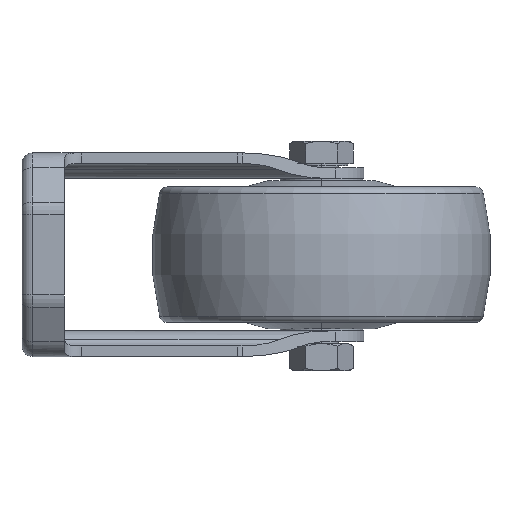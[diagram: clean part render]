
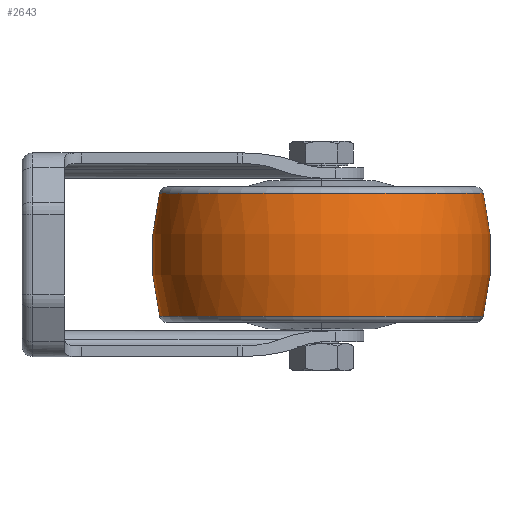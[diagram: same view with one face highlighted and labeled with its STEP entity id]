
A CAD part, left-side view. The second image highlights one B-rep face of the part: STEP entity #2643.
In plain terms, the highlighted toroidal (fillet/blend) face has major radius 20 mm and minor radius 60 mm.
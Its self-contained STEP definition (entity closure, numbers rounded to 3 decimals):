
#5 = VERTEX_POINT ( 'NONE', #5810 ) ;
#509 = TOROIDAL_SURFACE ( 'NONE', #3672, -20., 60. ) ;
#798 = ORIENTED_EDGE ( 'NONE', *, *, #5333, .F. ) ;
#994 = VERTEX_POINT ( 'NONE', #4454 ) ;
#1156 = ORIENTED_EDGE ( 'NONE', *, *, #5497, .F. ) ;
#1234 = DIRECTION ( 'NONE',  ( 0., 1., 0. ) ) ;
#1377 = CIRCLE ( 'NONE', #2889, 38.226 ) ;
#1382 = DIRECTION ( 'NONE',  ( 0., 0., -1. ) ) ;
#1567 = EDGE_CURVE ( 'NONE', #5, #994, #6223, .T. ) ;
#1608 = VERTEX_POINT ( 'NONE', #5305 ) ;
#1845 = AXIS2_PLACEMENT_3D ( 'NONE', #4709, #6995, #4068 ) ;
#2582 = EDGE_CURVE ( 'NONE', #1608, #5, #6885, .T. ) ;
#2643 = ADVANCED_FACE ( 'NONE', ( #6255 ), #509, .T. ) ;
#2712 = DIRECTION ( 'NONE',  ( 0., 1., 0. ) ) ;
#2871 = CARTESIAN_POINT ( 'NONE',  ( 0., 0., 0. ) ) ;
#2889 = AXIS2_PLACEMENT_3D ( 'NONE', #5553, #2712, #4470 ) ;
#3155 = ORIENTED_EDGE ( 'NONE', *, *, #1567, .T. ) ;
#3222 = ORIENTED_EDGE ( 'NONE', *, *, #2582, .T. ) ;
#3238 = CARTESIAN_POINT ( 'NONE',  ( 0., 0., 20. ) ) ;
#3672 = AXIS2_PLACEMENT_3D ( 'NONE', #2871, #1234, #4482 ) ;
#3798 = DIRECTION ( 'NONE',  ( 1., 0., 0. ) ) ;
#4068 = DIRECTION ( 'NONE',  ( 0., 0., 1. ) ) ;
#4454 = CARTESIAN_POINT ( 'NONE',  ( 0., 14.483, 38.226 ) ) ;
#4470 = DIRECTION ( 'NONE',  ( 0., 0., 1. ) ) ;
#4482 = DIRECTION ( 'NONE',  ( 0., 0., 1. ) ) ;
#4709 = CARTESIAN_POINT ( 'NONE',  ( 0., 0., -20. ) ) ;
#4905 = CARTESIAN_POINT ( 'NONE',  ( 0., -14.483, 0. ) ) ;
#5305 = CARTESIAN_POINT ( 'NONE',  ( 0., -14.483, -38.226 ) ) ;
#5333 = EDGE_CURVE ( 'NONE', #1608, #6719, #5747, .T. ) ;
#5497 = EDGE_CURVE ( 'NONE', #6719, #994, #1377, .T. ) ;
#5553 = CARTESIAN_POINT ( 'NONE',  ( 0., 14.483, 0. ) ) ;
#5747 = CIRCLE ( 'NONE', #7045, 60. ) ;
#5810 = CARTESIAN_POINT ( 'NONE',  ( 0., -14.483, 38.226 ) ) ;
#5891 = EDGE_LOOP ( 'NONE', ( #798, #3222, #3155, #1156 ) ) ;
#6004 = CARTESIAN_POINT ( 'NONE',  ( 0., 14.483, -38.226 ) ) ;
#6078 = DIRECTION ( 'NONE',  ( 0., 0., 1. ) ) ;
#6223 = CIRCLE ( 'NONE', #1845, 60. ) ;
#6255 = FACE_OUTER_BOUND ( 'NONE', #5891, .T. ) ;
#6288 = AXIS2_PLACEMENT_3D ( 'NONE', #4905, #6631, #6078 ) ;
#6631 = DIRECTION ( 'NONE',  ( 0., 1., 0. ) ) ;
#6719 = VERTEX_POINT ( 'NONE', #6004 ) ;
#6885 = CIRCLE ( 'NONE', #6288, 38.226 ) ;
#6995 = DIRECTION ( 'NONE',  ( -1., 0., 0. ) ) ;
#7045 = AXIS2_PLACEMENT_3D ( 'NONE', #3238, #3798, #1382 ) ;
